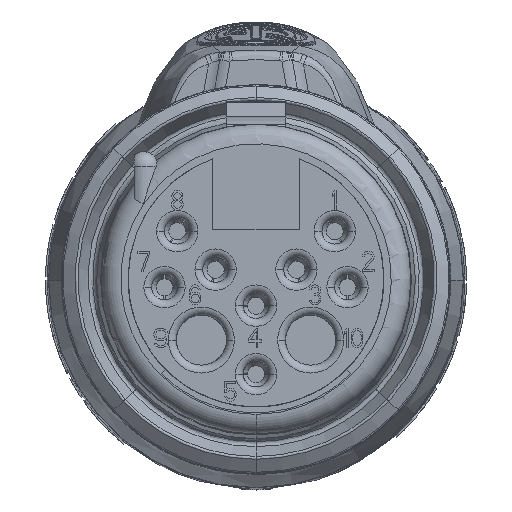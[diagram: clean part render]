
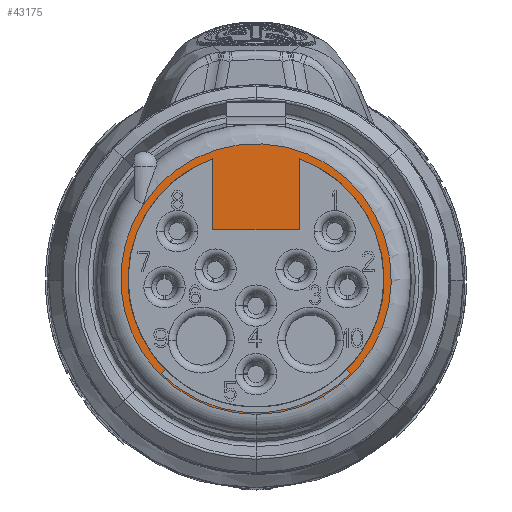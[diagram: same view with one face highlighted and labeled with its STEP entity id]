
A CAD part, top view. The second image highlights one B-rep face of the part: STEP entity #43175.
In plain terms, the highlighted planar face has unit normal (0, 0, 1).
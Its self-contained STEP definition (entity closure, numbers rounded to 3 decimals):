
#11214=CARTESIAN_POINT('',(0.,0.,14.1));
#11215=DIRECTION('',(0.,0.,1.));
#11216=DIRECTION('',(0.,-1.,0.));
#11217=AXIS2_PLACEMENT_3D('',#11214,#11215,#11216);
#11247=DIRECTION('',(-0.707,-0.707,0.));
#11248=VECTOR('',#11247,0.3);
#11249=CARTESIAN_POINT('',(-4.596,-4.596,14.1));
#11250=LINE('',#11249,#11248);
#11251=CARTESIAN_POINT('',(0.,0.,14.1));
#11252=DIRECTION('',(0.,0.,1.));
#11253=DIRECTION('',(-0.707,-0.707,0.));
#11254=AXIS2_PLACEMENT_3D('',#11251,#11252,#11253);
#11256=DIRECTION('',(-0.707,0.707,0.));
#11257=VECTOR('',#11256,0.3);
#11258=CARTESIAN_POINT('',(4.808,-4.808,14.1));
#11259=LINE('',#11258,#11257);
#11260=DIRECTION('',(0.,-1.,0.));
#11261=VECTOR('',#11260,3.616);
#11262=CARTESIAN_POINT('',(2.2,6.116,14.1));
#11263=LINE('',#11262,#11261);
#11264=DIRECTION('',(-1.,0.,0.));
#11265=VECTOR('',#11264,4.4);
#11266=CARTESIAN_POINT('',(2.2,2.5,14.1));
#11267=LINE('',#11266,#11265);
#11268=DIRECTION('',(0.,1.,0.));
#11269=VECTOR('',#11268,3.616);
#11270=CARTESIAN_POINT('',(-2.2,2.5,14.1));
#11271=LINE('',#11270,#11269);
#11272=CARTESIAN_POINT('',(0.,0.,14.1));
#11273=DIRECTION('',(0.,0.,1.));
#11274=DIRECTION('',(-0.833,0.553,0.));
#11275=AXIS2_PLACEMENT_3D('',#11272,#11273,#11274);
#11286=CARTESIAN_POINT('',(0.,0.,14.1));
#11287=DIRECTION('',(0.,0.,-1.));
#11288=DIRECTION('',(0.338,0.941,0.));
#11289=AXIS2_PLACEMENT_3D('',#11286,#11287,#11288);
#11295=CARTESIAN_POINT('',(0.,0.,14.1));
#11296=DIRECTION('',(0.,0.,-1.));
#11297=DIRECTION('',(-0.707,-0.707,0.));
#11298=AXIS2_PLACEMENT_3D('',#11295,#11296,#11297);
#18009=CARTESIAN_POINT('',(0.,-6.875,14.1));
#18011=VERTEX_POINT('',#18009);
#18012=CARTESIAN_POINT('',(2.2,6.116,14.1));
#18013=CARTESIAN_POINT('',(2.2,2.5,14.1));
#18014=VERTEX_POINT('',#18012);
#18015=VERTEX_POINT('',#18013);
#18016=CARTESIAN_POINT('',(-2.2,2.5,14.1));
#18017=CARTESIAN_POINT('',(-2.2,6.116,14.1));
#18018=VERTEX_POINT('',#18016);
#18019=VERTEX_POINT('',#18017);
#18028=CARTESIAN_POINT('',(-4.596,-4.596,14.1));
#18029=CARTESIAN_POINT('',(-4.808,-4.808,14.1));
#18030=VERTEX_POINT('',#18028);
#18031=VERTEX_POINT('',#18029);
#18032=CARTESIAN_POINT('',(4.808,-4.808,14.1));
#18033=VERTEX_POINT('',#18032);
#18034=CARTESIAN_POINT('',(4.596,-4.596,14.1));
#18035=VERTEX_POINT('',#18034);
#18046=CARTESIAN_POINT('',(-5.728,3.802,14.1));
#18047=VERTEX_POINT('',#18046);
#43147=CARTESIAN_POINT('',(0.,0.,14.1));
#43148=DIRECTION('',(0.,0.,-1.));
#43149=DIRECTION('',(0.,-1.,0.));
#43150=AXIS2_PLACEMENT_3D('',#43147,#43148,#43149);
#43151=PLANE('',#43150);
#43152=ORIENTED_EDGE('',*,*,#43134,.F.);
#43154=ORIENTED_EDGE('',*,*,#43153,.F.);
#43155=EDGE_LOOP('',(#43152,#43154));
#43156=FACE_OUTER_BOUND('',#43155,.F.);
#43158=ORIENTED_EDGE('',*,*,#43157,.T.);
#43160=ORIENTED_EDGE('',*,*,#43159,.T.);
#43162=ORIENTED_EDGE('',*,*,#43161,.T.);
#43164=ORIENTED_EDGE('',*,*,#43163,.F.);
#43166=ORIENTED_EDGE('',*,*,#43165,.T.);
#43168=ORIENTED_EDGE('',*,*,#43167,.T.);
#43170=ORIENTED_EDGE('',*,*,#43169,.T.);
#43172=ORIENTED_EDGE('',*,*,#43171,.F.);
#43173=EDGE_LOOP('',(#43158,#43160,#43162,#43164,#43166,#43168,#43170,#43172));
#43174=FACE_BOUND('',#43173,.F.);
#43175=ADVANCED_FACE('',(#43156,#43174),#43151,.F.);
#11218=CIRCLE('',#11217,6.875);
#11255=CIRCLE('',#11254,6.8);
#11276=CIRCLE('',#11275,6.875);
#11290=CIRCLE('',#11289,6.5);
#11299=CIRCLE('',#11298,6.5);
#43134=EDGE_CURVE('',#18011,#18047,#11218,.T.);
#43153=EDGE_CURVE('',#18047,#18011,#11276,.T.);
#43157=EDGE_CURVE('',#18030,#18031,#11250,.T.);
#43159=EDGE_CURVE('',#18031,#18033,#11255,.T.);
#43161=EDGE_CURVE('',#18033,#18035,#11259,.T.);
#43163=EDGE_CURVE('',#18014,#18035,#11290,.T.);
#43165=EDGE_CURVE('',#18014,#18015,#11263,.T.);
#43167=EDGE_CURVE('',#18015,#18018,#11267,.T.);
#43169=EDGE_CURVE('',#18018,#18019,#11271,.T.);
#43171=EDGE_CURVE('',#18030,#18019,#11299,.T.);
